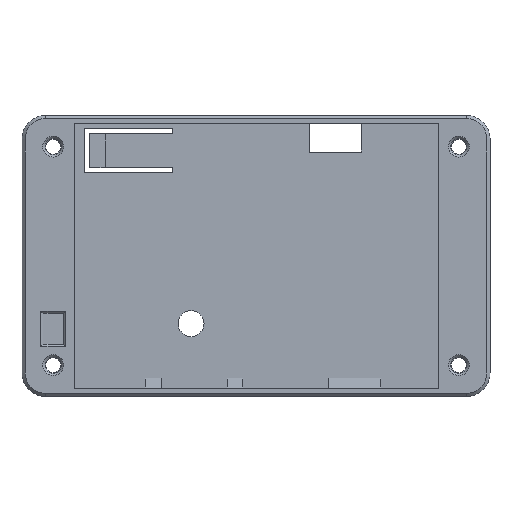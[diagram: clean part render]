
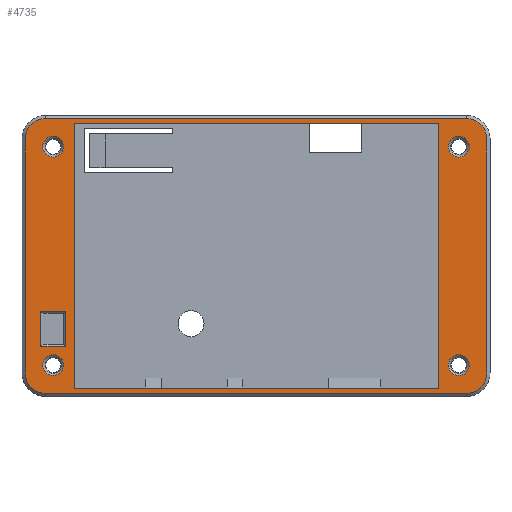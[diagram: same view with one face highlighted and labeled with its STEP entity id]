
A CAD part, top view. The second image highlights one B-rep face of the part: STEP entity #4735.
In plain terms, the highlighted planar face has unit normal (0, 0, 1).
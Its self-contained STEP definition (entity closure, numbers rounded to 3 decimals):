
#4564 = VERTEX_POINT('',#4565);
#4565 = CARTESIAN_POINT('',(-40.5,-26.4,4.));
#4571 = EDGE_CURVE('',#4564,#4572,#4574,.T.);
#4572 = VERTEX_POINT('',#4573);
#4573 = CARTESIAN_POINT('',(40.5,-26.4,4.));
#4574 = LINE('',#4575,#4576);
#4575 = CARTESIAN_POINT('',(-40.5,-26.4,4.));
#4576 = VECTOR('',#4577,1.);
#4577 = DIRECTION('',(1.,0.,0.));
#4690 = VERTEX_POINT('',#4691);
#4691 = CARTESIAN_POINT('',(-44.4,-22.5,4.));
#4697 = EDGE_CURVE('',#4690,#4564,#4698,.T.);
#4698 = CIRCLE('',#4699,3.9);
#4699 = AXIS2_PLACEMENT_3D('',#4700,#4701,#4702);
#4700 = CARTESIAN_POINT('',(-40.5,-22.5,4.));
#4701 = DIRECTION('',(0.,0.,1.));
#4702 = DIRECTION('',(-1.,0.,0.));
#4735 = ADVANCED_FACE('',(#4736,#4789,#4800,#4834,#4868,#4879,#4890),
  #4901,.T.);
#4736 = FACE_BOUND('',#4737,.T.);
#4737 = EDGE_LOOP('',(#4738,#4746,#4747,#4748,#4757,#4765,#4774,#4782));
#4738 = ORIENTED_EDGE('',*,*,#4739,.T.);
#4739 = EDGE_CURVE('',#4740,#4690,#4742,.T.);
#4740 = VERTEX_POINT('',#4741);
#4741 = CARTESIAN_POINT('',(-44.4,22.5,4.));
#4742 = LINE('',#4743,#4744);
#4743 = CARTESIAN_POINT('',(-44.4,22.5,4.));
#4744 = VECTOR('',#4745,1.);
#4745 = DIRECTION('',(0.,-1.,0.));
#4746 = ORIENTED_EDGE('',*,*,#4697,.T.);
#4747 = ORIENTED_EDGE('',*,*,#4571,.T.);
#4748 = ORIENTED_EDGE('',*,*,#4749,.T.);
#4749 = EDGE_CURVE('',#4572,#4750,#4752,.T.);
#4750 = VERTEX_POINT('',#4751);
#4751 = CARTESIAN_POINT('',(44.4,-22.5,4.));
#4752 = CIRCLE('',#4753,3.9);
#4753 = AXIS2_PLACEMENT_3D('',#4754,#4755,#4756);
#4754 = CARTESIAN_POINT('',(40.5,-22.5,4.));
#4755 = DIRECTION('',(-0.,0.,1.));
#4756 = DIRECTION('',(0.,-1.,0.));
#4757 = ORIENTED_EDGE('',*,*,#4758,.T.);
#4758 = EDGE_CURVE('',#4750,#4759,#4761,.T.);
#4759 = VERTEX_POINT('',#4760);
#4760 = CARTESIAN_POINT('',(44.4,22.5,4.));
#4761 = LINE('',#4762,#4763);
#4762 = CARTESIAN_POINT('',(44.4,-22.5,4.));
#4763 = VECTOR('',#4764,1.);
#4764 = DIRECTION('',(0.,1.,0.));
#4765 = ORIENTED_EDGE('',*,*,#4766,.T.);
#4766 = EDGE_CURVE('',#4759,#4767,#4769,.T.);
#4767 = VERTEX_POINT('',#4768);
#4768 = CARTESIAN_POINT('',(40.5,26.4,4.));
#4769 = CIRCLE('',#4770,3.9);
#4770 = AXIS2_PLACEMENT_3D('',#4771,#4772,#4773);
#4771 = CARTESIAN_POINT('',(40.5,22.5,4.));
#4772 = DIRECTION('',(0.,0.,1.));
#4773 = DIRECTION('',(1.,0.,0.));
#4774 = ORIENTED_EDGE('',*,*,#4775,.T.);
#4775 = EDGE_CURVE('',#4767,#4776,#4778,.T.);
#4776 = VERTEX_POINT('',#4777);
#4777 = CARTESIAN_POINT('',(-40.5,26.4,4.));
#4778 = LINE('',#4779,#4780);
#4779 = CARTESIAN_POINT('',(40.5,26.4,4.));
#4780 = VECTOR('',#4781,1.);
#4781 = DIRECTION('',(-1.,0.,0.));
#4782 = ORIENTED_EDGE('',*,*,#4783,.T.);
#4783 = EDGE_CURVE('',#4776,#4740,#4784,.T.);
#4784 = CIRCLE('',#4785,3.9);
#4785 = AXIS2_PLACEMENT_3D('',#4786,#4787,#4788);
#4786 = CARTESIAN_POINT('',(-40.5,22.5,4.));
#4787 = DIRECTION('',(0.,-0.,1.));
#4788 = DIRECTION('',(0.,1.,0.));
#4789 = FACE_BOUND('',#4790,.T.);
#4790 = EDGE_LOOP('',(#4791));
#4791 = ORIENTED_EDGE('',*,*,#4792,.T.);
#4792 = EDGE_CURVE('',#4793,#4793,#4795,.T.);
#4793 = VERTEX_POINT('',#4794);
#4794 = CARTESIAN_POINT('',(-37.,-21.,4.));
#4795 = CIRCLE('',#4796,2.);
#4796 = AXIS2_PLACEMENT_3D('',#4797,#4798,#4799);
#4797 = CARTESIAN_POINT('',(-39.,-21.,4.));
#4798 = DIRECTION('',(0.,0.,-1.));
#4799 = DIRECTION('',(1.,0.,0.));
#4800 = FACE_BOUND('',#4801,.T.);
#4801 = EDGE_LOOP('',(#4802,#4812,#4820,#4828));
#4802 = ORIENTED_EDGE('',*,*,#4803,.T.);
#4803 = EDGE_CURVE('',#4804,#4806,#4808,.T.);
#4804 = VERTEX_POINT('',#4805);
#4805 = CARTESIAN_POINT('',(-35.,-25.5,4.));
#4806 = VERTEX_POINT('',#4807);
#4807 = CARTESIAN_POINT('',(-35.,25.5,4.));
#4808 = LINE('',#4809,#4810);
#4809 = CARTESIAN_POINT('',(-35.,-12.75,4.));
#4810 = VECTOR('',#4811,1.);
#4811 = DIRECTION('',(0.,1.,0.));
#4812 = ORIENTED_EDGE('',*,*,#4813,.T.);
#4813 = EDGE_CURVE('',#4806,#4814,#4816,.T.);
#4814 = VERTEX_POINT('',#4815);
#4815 = CARTESIAN_POINT('',(35.,25.5,4.));
#4816 = LINE('',#4817,#4818);
#4817 = CARTESIAN_POINT('',(-17.5,25.5,4.));
#4818 = VECTOR('',#4819,1.);
#4819 = DIRECTION('',(1.,0.,0.));
#4820 = ORIENTED_EDGE('',*,*,#4821,.T.);
#4821 = EDGE_CURVE('',#4814,#4822,#4824,.T.);
#4822 = VERTEX_POINT('',#4823);
#4823 = CARTESIAN_POINT('',(35.,-25.5,4.));
#4824 = LINE('',#4825,#4826);
#4825 = CARTESIAN_POINT('',(35.,12.75,4.));
#4826 = VECTOR('',#4827,1.);
#4827 = DIRECTION('',(0.,-1.,0.));
#4828 = ORIENTED_EDGE('',*,*,#4829,.T.);
#4829 = EDGE_CURVE('',#4822,#4804,#4830,.T.);
#4830 = LINE('',#4831,#4832);
#4831 = CARTESIAN_POINT('',(17.5,-25.5,4.));
#4832 = VECTOR('',#4833,1.);
#4833 = DIRECTION('',(-1.,0.,0.));
#4834 = FACE_BOUND('',#4835,.T.);
#4835 = EDGE_LOOP('',(#4836,#4846,#4854,#4862));
#4836 = ORIENTED_EDGE('',*,*,#4837,.T.);
#4837 = EDGE_CURVE('',#4838,#4840,#4842,.T.);
#4838 = VERTEX_POINT('',#4839);
#4839 = CARTESIAN_POINT('',(-36.6,-17.4,4.));
#4840 = VERTEX_POINT('',#4841);
#4841 = CARTESIAN_POINT('',(-41.4,-17.4,4.));
#4842 = LINE('',#4843,#4844);
#4843 = CARTESIAN_POINT('',(-37.,-17.4,4.));
#4844 = VECTOR('',#4845,1.);
#4845 = DIRECTION('',(-1.,0.,0.));
#4846 = ORIENTED_EDGE('',*,*,#4847,.T.);
#4847 = EDGE_CURVE('',#4840,#4848,#4850,.T.);
#4848 = VERTEX_POINT('',#4849);
#4849 = CARTESIAN_POINT('',(-41.4,-10.6,4.));
#4850 = LINE('',#4851,#4852);
#4851 = CARTESIAN_POINT('',(-41.4,-17.,4.));
#4852 = VECTOR('',#4853,1.);
#4853 = DIRECTION('',(0.,1.,0.));
#4854 = ORIENTED_EDGE('',*,*,#4855,.T.);
#4855 = EDGE_CURVE('',#4848,#4856,#4858,.T.);
#4856 = VERTEX_POINT('',#4857);
#4857 = CARTESIAN_POINT('',(-36.6,-10.6,4.));
#4858 = LINE('',#4859,#4860);
#4859 = CARTESIAN_POINT('',(-41.,-10.6,4.));
#4860 = VECTOR('',#4861,1.);
#4861 = DIRECTION('',(1.,0.,0.));
#4862 = ORIENTED_EDGE('',*,*,#4863,.T.);
#4863 = EDGE_CURVE('',#4856,#4838,#4864,.T.);
#4864 = LINE('',#4865,#4866);
#4865 = CARTESIAN_POINT('',(-36.6,-11.,4.));
#4866 = VECTOR('',#4867,1.);
#4867 = DIRECTION('',(0.,-1.,0.));
#4868 = FACE_BOUND('',#4869,.T.);
#4869 = EDGE_LOOP('',(#4870));
#4870 = ORIENTED_EDGE('',*,*,#4871,.T.);
#4871 = EDGE_CURVE('',#4872,#4872,#4874,.T.);
#4872 = VERTEX_POINT('',#4873);
#4873 = CARTESIAN_POINT('',(-37.,21.,4.));
#4874 = CIRCLE('',#4875,2.);
#4875 = AXIS2_PLACEMENT_3D('',#4876,#4877,#4878);
#4876 = CARTESIAN_POINT('',(-39.,21.,4.));
#4877 = DIRECTION('',(0.,0.,-1.));
#4878 = DIRECTION('',(1.,0.,0.));
#4879 = FACE_BOUND('',#4880,.T.);
#4880 = EDGE_LOOP('',(#4881));
#4881 = ORIENTED_EDGE('',*,*,#4882,.T.);
#4882 = EDGE_CURVE('',#4883,#4883,#4885,.T.);
#4883 = VERTEX_POINT('',#4884);
#4884 = CARTESIAN_POINT('',(41.,21.,4.));
#4885 = CIRCLE('',#4886,2.);
#4886 = AXIS2_PLACEMENT_3D('',#4887,#4888,#4889);
#4887 = CARTESIAN_POINT('',(39.,21.,4.));
#4888 = DIRECTION('',(0.,0.,-1.));
#4889 = DIRECTION('',(1.,0.,0.));
#4890 = FACE_BOUND('',#4891,.T.);
#4891 = EDGE_LOOP('',(#4892));
#4892 = ORIENTED_EDGE('',*,*,#4893,.T.);
#4893 = EDGE_CURVE('',#4894,#4894,#4896,.T.);
#4894 = VERTEX_POINT('',#4895);
#4895 = CARTESIAN_POINT('',(41.,-21.,4.));
#4896 = CIRCLE('',#4897,2.);
#4897 = AXIS2_PLACEMENT_3D('',#4898,#4899,#4900);
#4898 = CARTESIAN_POINT('',(39.,-21.,4.));
#4899 = DIRECTION('',(0.,0.,-1.));
#4900 = DIRECTION('',(1.,0.,0.));
#4901 = PLANE('',#4902);
#4902 = AXIS2_PLACEMENT_3D('',#4903,#4904,#4905);
#4903 = CARTESIAN_POINT('',(0.,0.,4.));
#4904 = DIRECTION('',(0.,0.,1.));
#4905 = DIRECTION('',(1.,0.,0.));
